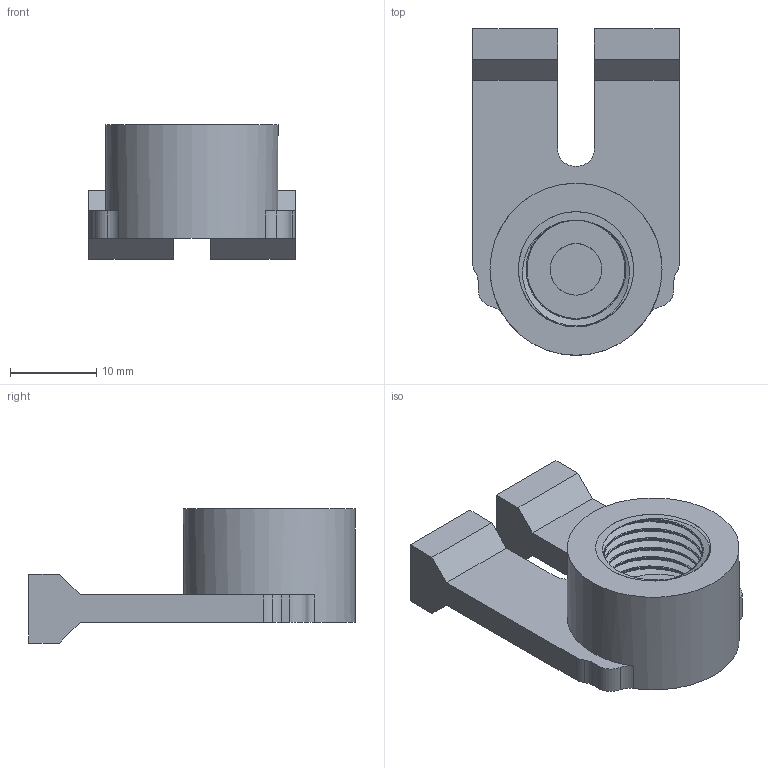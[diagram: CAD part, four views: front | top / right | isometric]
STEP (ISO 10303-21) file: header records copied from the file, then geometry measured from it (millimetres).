
FILE_DESCRIPTION(/* description */ (''),/* implementation_level */ '2;1');
FILE_NAME(/* name */ '54 - pressure gauge holder.stp',/* time_stamp */ '2023-01-17T10:45:05+01:00',/* author */ ('JN'),/* organization */ (''),/* preprocessor_version */ 'ST-DEVELOPER v18.1',/* originating_system */ 'Autodesk Inventor 2022',/* authorisation */ '');
FILE_SCHEMA (('AUTOMOTIVE_DESIGN { 1 0 10303 214 3 1 1 }'));
Length unit declared in the file: millimetre
Products named in the file (1): V2
Bounding box: 24 x 38 x 15.6 mm (x, y, z)
Volume: 4819.8 mm3; surface area: 4581.1 mm2
Topology: 2 solids, 2 shells, 67 faces, 189 edges, 126 vertices
Faces by surface type: plane 34, cylinder 27, bspline 6
Full cylindrical faces by diameter (mm): 6 x1, 11.418 x5, 13.4 x6, 20 x1
Entity records: 5559 total; most frequent: CARTESIAN_POINT 3841, ORIENTED_EDGE 378, DIRECTION 305, EDGE_CURVE 189, VERTEX_POINT 126, LINE 109, VECTOR 109, AXIS2_PLACEMENT_3D 98
